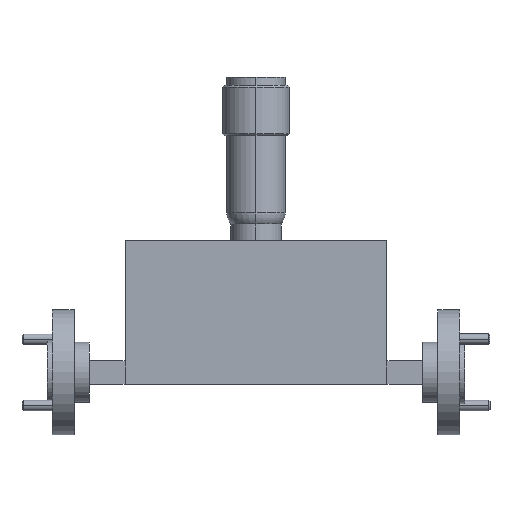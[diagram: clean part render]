
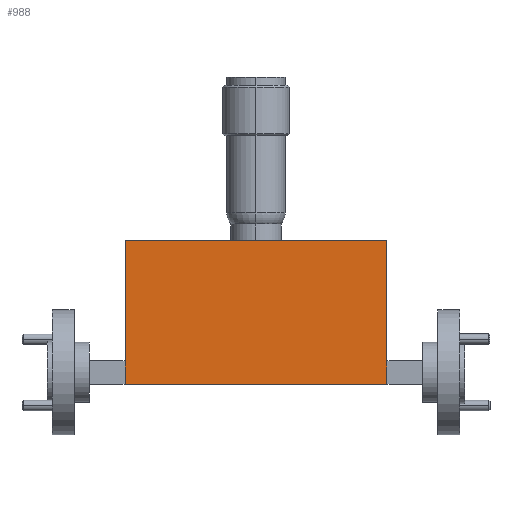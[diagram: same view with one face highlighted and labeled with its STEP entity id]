
A CAD part, top view. The second image highlights one B-rep face of the part: STEP entity #988.
In plain terms, the highlighted planar face has unit normal (0, 0, 1).
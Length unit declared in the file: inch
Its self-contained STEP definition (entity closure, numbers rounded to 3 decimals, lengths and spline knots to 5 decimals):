
#230 = CARTESIAN_POINT ( 'NONE',  ( 0.465, 0.7895, 0.215 ) ) ;
#559 = VECTOR ( 'NONE', #1028, 39.37008 ) ;
#855 = VERTEX_POINT ( 'NONE', #4066 ) ;
#988 = ADVANCED_FACE ( 'NONE', ( #3734 ), #3942, .T. ) ;
#1011 = DIRECTION ( 'NONE',  ( 0., -1., 0. ) ) ;
#1028 = DIRECTION ( 'NONE',  ( 0., -1., 0. ) ) ;
#1546 = ORIENTED_EDGE ( 'NONE', *, *, #2633, .F. ) ;
#1581 = EDGE_CURVE ( 'NONE', #1711, #4616, #3646, .T. ) ;
#1617 = CARTESIAN_POINT ( 'NONE',  ( 2.035, 0.7895, 0.215 ) ) ;
#1683 = DIRECTION ( 'NONE',  ( 0., 0., 1. ) ) ;
#1711 = VERTEX_POINT ( 'NONE', #2968 ) ;
#1744 = ORIENTED_EDGE ( 'NONE', *, *, #1826, .F. ) ;
#1826 = EDGE_CURVE ( 'NONE', #1711, #855, #3918, .T. ) ;
#1831 = CARTESIAN_POINT ( 'NONE',  ( 0.465, 0.7895, 0.215 ) ) ;
#1849 = DIRECTION ( 'NONE',  ( -1., 0., 0. ) ) ;
#2163 = EDGE_CURVE ( 'NONE', #4616, #3112, #4224, .T. ) ;
#2580 = CARTESIAN_POINT ( 'NONE',  ( 0.465, -0.0705, 0.215 ) ) ;
#2590 = AXIS2_PLACEMENT_3D ( 'NONE', #3830, #1683, #3049 ) ;
#2633 = EDGE_CURVE ( 'NONE', #855, #3112, #4165, .T. ) ;
#2968 = CARTESIAN_POINT ( 'NONE',  ( 2.035, 0.7895, 0.215 ) ) ;
#3049 = DIRECTION ( 'NONE',  ( 1., 0., 0. ) ) ;
#3112 = VERTEX_POINT ( 'NONE', #3642 ) ;
#3135 = ORIENTED_EDGE ( 'NONE', *, *, #2163, .T. ) ;
#3335 = VECTOR ( 'NONE', #3906, 39.37008 ) ;
#3336 = ORIENTED_EDGE ( 'NONE', *, *, #1581, .T. ) ;
#3642 = CARTESIAN_POINT ( 'NONE',  ( 0.465, -0.0705, 0.215 ) ) ;
#3646 = LINE ( 'NONE', #230, #3335 ) ;
#3734 = FACE_OUTER_BOUND ( 'NONE', #3739, .T. ) ;
#3739 = EDGE_LOOP ( 'NONE', ( #1546, #1744, #3336, #3135 ) ) ;
#3830 = CARTESIAN_POINT ( 'NONE',  ( 0.465, 0.7895, 0.215 ) ) ;
#3906 = DIRECTION ( 'NONE',  ( -1., 0., 0. ) ) ;
#3918 = LINE ( 'NONE', #1617, #4608 ) ;
#3942 = PLANE ( 'NONE',  #2590 ) ;
#4066 = CARTESIAN_POINT ( 'NONE',  ( 2.035, -0.0705, 0.215 ) ) ;
#4165 = LINE ( 'NONE', #2580, #4707 ) ;
#4209 = CARTESIAN_POINT ( 'NONE',  ( 0.465, 0.7895, 0.215 ) ) ;
#4224 = LINE ( 'NONE', #1831, #559 ) ;
#4608 = VECTOR ( 'NONE', #1011, 39.37008 ) ;
#4616 = VERTEX_POINT ( 'NONE', #4209 ) ;
#4707 = VECTOR ( 'NONE', #1849, 39.37008 ) ;
